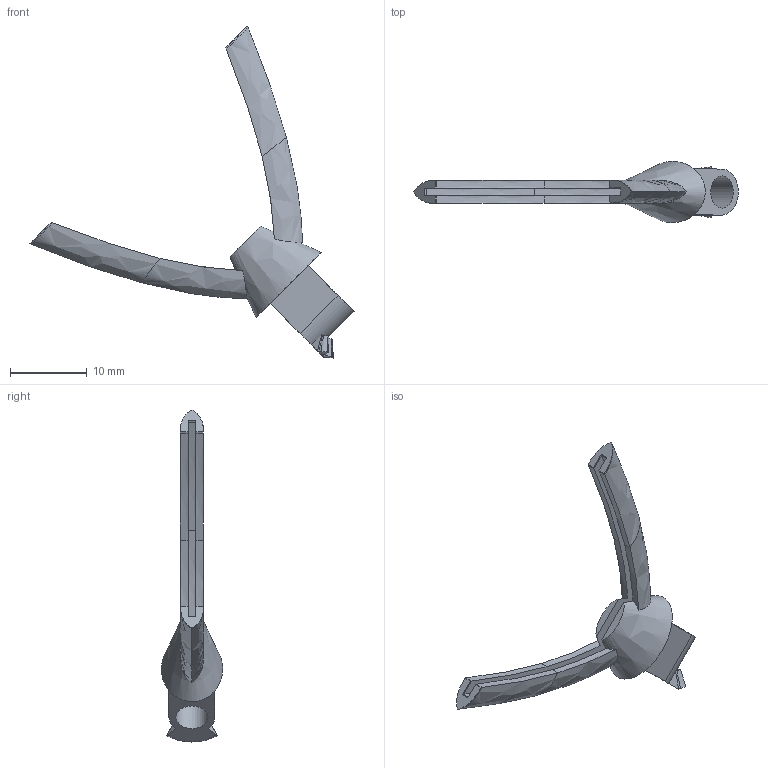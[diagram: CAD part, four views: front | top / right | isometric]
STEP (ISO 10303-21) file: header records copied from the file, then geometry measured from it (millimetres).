
FILE_DESCRIPTION(/* description */ (''),/* implementation_level */ '2;1');
FILE_NAME(/* name */ 'Tail_1.step',/* time_stamp */ '2025-08-14T15:07:41+01:00',/* author */ (''),/* organization */ (''),/* preprocessor_version */ 'ST-DEVELOPER v20.1',/* originating_system */ 'Autodesk Translation Framework v14.10.0.0',/* authorisation */ '');
FILE_SCHEMA (('AUTOMOTIVE_DESIGN { 1 0 10303 214 3 1 1 }'));
Length unit declared in the file: millimetre
Products named in the file (1): Tail_1
Bounding box: 42.34 x 8 x 43.3 mm (x, y, z)
Volume: 890.4 mm3; surface area: 1457.8 mm2
Topology: 1 solids, 1 shells, 97 faces, 251 edges, 157 vertices
Faces by surface type: bspline 54, plane 25, cone 16, cylinder 2
Full cylindrical faces by diameter (mm): 4.18 x1
Entity records: 5462 total; most frequent: CARTESIAN_POINT 3561, ORIENTED_EDGE 502, EDGE_CURVE 251, DIRECTION 200, B_SPLINE_CURVE_WITH_KNOTS 158, VERTEX_POINT 157, EDGE_LOOP 100, FACE_OUTER_BOUND 97
